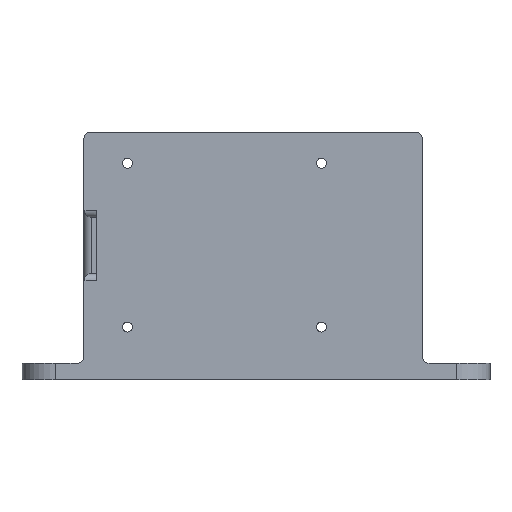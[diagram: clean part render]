
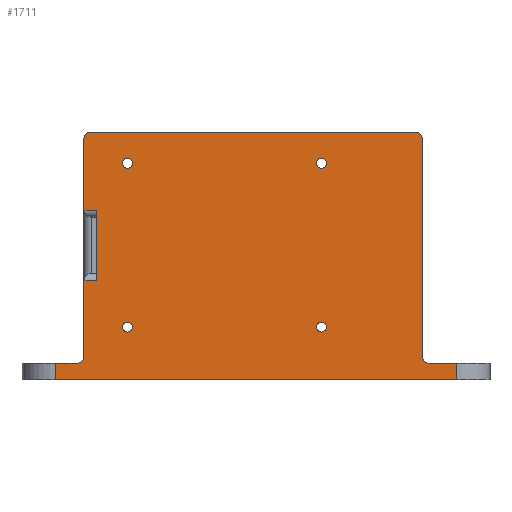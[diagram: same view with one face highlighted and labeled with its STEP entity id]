
A CAD part, front view. The second image highlights one B-rep face of the part: STEP entity #1711.
In plain terms, the highlighted planar face has unit normal (0, -1, 0).
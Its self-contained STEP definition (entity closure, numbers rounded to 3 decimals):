
#25=FACE_BOUND('',#190,.T.);
#26=FACE_BOUND('',#191,.T.);
#27=FACE_BOUND('',#192,.T.);
#28=FACE_BOUND('',#193,.T.);
#46=PLANE('',#1846);
#98=FACE_OUTER_BOUND('',#189,.T.);
#189=EDGE_LOOP('',(#1202,#1203,#1204,#1205,#1206,#1207,#1208,#1209,#1210,
#1211,#1212,#1213,#1214,#1215,#1216,#1217));
#190=EDGE_LOOP('',(#1218));
#191=EDGE_LOOP('',(#1219));
#192=EDGE_LOOP('',(#1220));
#193=EDGE_LOOP('',(#1221));
#282=LINE('',#2472,#457);
#302=LINE('',#2532,#477);
#303=LINE('',#2537,#478);
#332=LINE('',#2612,#507);
#336=LINE('',#2620,#511);
#338=LINE('',#2625,#513);
#339=LINE('',#2628,#514);
#340=LINE('',#2630,#515);
#341=LINE('',#2631,#516);
#342=LINE('',#2635,#517);
#343=LINE('',#2636,#518);
#344=LINE('',#2637,#519);
#457=VECTOR('',#1991,1000.);
#477=VECTOR('',#2041,1000.);
#478=VECTOR('',#2046,1000.);
#507=VECTOR('',#2095,1000.);
#511=VECTOR('',#2099,1000.);
#513=VECTOR('',#2103,1000.);
#514=VECTOR('',#2106,1000.);
#515=VECTOR('',#2107,1000.);
#516=VECTOR('',#2108,1000.);
#517=VECTOR('',#2111,1000.);
#518=VECTOR('',#2112,1000.);
#519=VECTOR('',#2113,1000.);
#654=CIRCLE('',#1847,2.);
#655=CIRCLE('',#1848,2.);
#656=CIRCLE('',#1849,2.);
#657=CIRCLE('',#1850,2.);
#658=CIRCLE('',#1851,1.5);
#659=CIRCLE('',#1852,1.5);
#660=CIRCLE('',#1853,1.5);
#661=CIRCLE('',#1854,1.5);
#701=VERTEX_POINT('',#2469);
#702=VERTEX_POINT('',#2471);
#726=VERTEX_POINT('',#2529);
#727=VERTEX_POINT('',#2531);
#728=VERTEX_POINT('',#2535);
#729=VERTEX_POINT('',#2536);
#764=VERTEX_POINT('',#2609);
#765=VERTEX_POINT('',#2611);
#768=VERTEX_POINT('',#2617);
#769=VERTEX_POINT('',#2619);
#770=VERTEX_POINT('',#2623);
#771=VERTEX_POINT('',#2624);
#772=VERTEX_POINT('',#2627);
#773=VERTEX_POINT('',#2629);
#774=VERTEX_POINT('',#2632);
#775=VERTEX_POINT('',#2634);
#776=VERTEX_POINT('',#2640);
#777=VERTEX_POINT('',#2642);
#778=VERTEX_POINT('',#2644);
#779=VERTEX_POINT('',#2646);
#864=EDGE_CURVE('',#702,#701,#282,.T.);
#894=EDGE_CURVE('',#727,#726,#302,.T.);
#896=EDGE_CURVE('',#728,#729,#303,.T.);
#934=EDGE_CURVE('',#765,#764,#332,.T.);
#938=EDGE_CURVE('',#769,#768,#336,.T.);
#940=EDGE_CURVE('',#770,#771,#338,.T.);
#941=EDGE_CURVE('',#771,#769,#654,.T.);
#942=EDGE_CURVE('',#768,#772,#339,.T.);
#943=EDGE_CURVE('',#772,#773,#340,.T.);
#944=EDGE_CURVE('',#773,#765,#341,.T.);
#945=EDGE_CURVE('',#764,#774,#655,.T.);
#946=EDGE_CURVE('',#775,#774,#342,.T.);
#947=EDGE_CURVE('',#775,#702,#343,.T.);
#948=EDGE_CURVE('',#701,#727,#344,.T.);
#949=EDGE_CURVE('',#726,#729,#656,.T.);
#950=EDGE_CURVE('',#728,#770,#657,.T.);
#951=EDGE_CURVE('',#776,#776,#658,.T.);
#952=EDGE_CURVE('',#777,#777,#659,.T.);
#953=EDGE_CURVE('',#778,#778,#660,.T.);
#954=EDGE_CURVE('',#779,#779,#661,.T.);
#1202=ORIENTED_EDGE('',*,*,#940,.T.);
#1203=ORIENTED_EDGE('',*,*,#941,.T.);
#1204=ORIENTED_EDGE('',*,*,#938,.T.);
#1205=ORIENTED_EDGE('',*,*,#942,.T.);
#1206=ORIENTED_EDGE('',*,*,#943,.T.);
#1207=ORIENTED_EDGE('',*,*,#944,.T.);
#1208=ORIENTED_EDGE('',*,*,#934,.T.);
#1209=ORIENTED_EDGE('',*,*,#945,.T.);
#1210=ORIENTED_EDGE('',*,*,#946,.F.);
#1211=ORIENTED_EDGE('',*,*,#947,.T.);
#1212=ORIENTED_EDGE('',*,*,#864,.T.);
#1213=ORIENTED_EDGE('',*,*,#948,.T.);
#1214=ORIENTED_EDGE('',*,*,#894,.T.);
#1215=ORIENTED_EDGE('',*,*,#949,.T.);
#1216=ORIENTED_EDGE('',*,*,#896,.F.);
#1217=ORIENTED_EDGE('',*,*,#950,.T.);
#1218=ORIENTED_EDGE('',*,*,#951,.T.);
#1219=ORIENTED_EDGE('',*,*,#952,.T.);
#1220=ORIENTED_EDGE('',*,*,#953,.T.);
#1221=ORIENTED_EDGE('',*,*,#954,.T.);
#1711=ADVANCED_FACE('',(#98,#25,#26,#27,#28),#46,.T.);
#1846=AXIS2_PLACEMENT_3D('',#2622,#2101,#2102);
#1847=AXIS2_PLACEMENT_3D('',#2626,#2104,#2105);
#1848=AXIS2_PLACEMENT_3D('',#2633,#2109,#2110);
#1849=AXIS2_PLACEMENT_3D('',#2638,#2114,#2115);
#1850=AXIS2_PLACEMENT_3D('',#2639,#2116,#2117);
#1851=AXIS2_PLACEMENT_3D('',#2641,#2118,#2119);
#1852=AXIS2_PLACEMENT_3D('',#2643,#2120,#2121);
#1853=AXIS2_PLACEMENT_3D('',#2645,#2122,#2123);
#1854=AXIS2_PLACEMENT_3D('',#2647,#2124,#2125);
#1991=DIRECTION('',(1.,0.,0.));
#2041=DIRECTION('',(-1.,0.,0.));
#2046=DIRECTION('',(0.,0.,-1.));
#2095=DIRECTION('',(0.,0.,-1.));
#2099=DIRECTION('',(0.,0.,-1.));
#2101=DIRECTION('center_axis',(0.,-1.,0.));
#2102=DIRECTION('ref_axis',(0.,0.,-1.));
#2103=DIRECTION('',(-1.,0.,0.));
#2104=DIRECTION('center_axis',(0.,-1.,0.));
#2105=DIRECTION('ref_axis',(0.,0.,-1.));
#2106=DIRECTION('',(1.,0.,0.));
#2107=DIRECTION('',(0.,0.,-1.));
#2108=DIRECTION('',(-1.,0.,0.));
#2109=DIRECTION('center_axis',(0.,1.,0.));
#2110=DIRECTION('ref_axis',(0.,0.,-1.));
#2111=DIRECTION('',(1.,0.,0.));
#2112=DIRECTION('',(0.,0.,-1.));
#2113=DIRECTION('',(0.,0.,1.));
#2114=DIRECTION('center_axis',(0.,1.,0.));
#2115=DIRECTION('ref_axis',(0.,0.,-1.));
#2116=DIRECTION('center_axis',(0.,-1.,0.));
#2117=DIRECTION('ref_axis',(0.,0.,-1.));
#2118=DIRECTION('center_axis',(0.,1.,0.));
#2119=DIRECTION('ref_axis',(0.,0.,1.));
#2120=DIRECTION('center_axis',(0.,1.,0.));
#2121=DIRECTION('ref_axis',(0.,0.,1.));
#2122=DIRECTION('center_axis',(0.,1.,0.));
#2123=DIRECTION('ref_axis',(0.,0.,1.));
#2124=DIRECTION('center_axis',(0.,1.,0.));
#2125=DIRECTION('ref_axis',(0.,0.,1.));
#2469=CARTESIAN_POINT('',(60.,-0.738,-41.92));
#2471=CARTESIAN_POINT('',(-60.,-0.738,-41.92));
#2472=CARTESIAN_POINT('',(49.76,-0.738,-41.92));
#2529=CARTESIAN_POINT('',(51.76,-0.738,-36.92));
#2531=CARTESIAN_POINT('',(60.,-0.738,-36.92));
#2532=CARTESIAN_POINT('',(70.,-0.738,-36.92));
#2535=CARTESIAN_POINT('',(49.76,-0.738,30.21));
#2536=CARTESIAN_POINT('',(49.76,-0.738,-34.92));
#2537=CARTESIAN_POINT('',(49.76,-0.738,-35.63));
#2609=CARTESIAN_POINT('',(-51.47,-0.738,-34.92));
#2611=CARTESIAN_POINT('',(-51.47,-0.738,-12.31));
#2612=CARTESIAN_POINT('',(-51.47,-0.738,32.21));
#2617=CARTESIAN_POINT('',(-51.47,-0.738,8.89));
#2619=CARTESIAN_POINT('',(-51.47,-0.738,30.21));
#2620=CARTESIAN_POINT('',(-51.47,-0.738,32.21));
#2622=CARTESIAN_POINT('Origin',(0.,-0.738,0.));
#2623=CARTESIAN_POINT('',(47.76,-0.738,32.21));
#2624=CARTESIAN_POINT('',(-49.47,-0.738,32.21));
#2625=CARTESIAN_POINT('',(47.05,-0.738,32.21));
#2626=CARTESIAN_POINT('Origin',(-49.47,-0.738,30.21));
#2627=CARTESIAN_POINT('',(-47.76,-0.738,8.89));
#2628=CARTESIAN_POINT('',(0.,-0.738,8.89));
#2629=CARTESIAN_POINT('',(-47.76,-0.738,-12.31));
#2630=CARTESIAN_POINT('',(-47.76,-0.738,6.77));
#2631=CARTESIAN_POINT('',(-51.47,-0.738,-12.31));
#2632=CARTESIAN_POINT('',(-53.47,-0.738,-36.92));
#2633=CARTESIAN_POINT('Origin',(-53.47,-0.738,-34.92));
#2634=CARTESIAN_POINT('',(-60.,-0.738,-36.92));
#2635=CARTESIAN_POINT('',(-70.,-0.738,-36.92));
#2636=CARTESIAN_POINT('',(-60.,-0.738,0.));
#2637=CARTESIAN_POINT('',(60.,-0.738,0.));
#2638=CARTESIAN_POINT('Origin',(51.76,-0.738,-34.92));
#2639=CARTESIAN_POINT('Origin',(47.76,-0.738,30.21));
#2640=CARTESIAN_POINT('',(19.55,-0.738,-27.602));
#2641=CARTESIAN_POINT('Origin',(19.55,-0.738,-26.102));
#2642=CARTESIAN_POINT('',(-38.45,-0.738,-27.602));
#2643=CARTESIAN_POINT('Origin',(-38.45,-0.738,-26.102));
#2644=CARTESIAN_POINT('',(-38.45,-0.738,21.398));
#2645=CARTESIAN_POINT('Origin',(-38.45,-0.738,22.898));
#2646=CARTESIAN_POINT('',(19.55,-0.738,21.398));
#2647=CARTESIAN_POINT('Origin',(19.55,-0.738,22.898));
